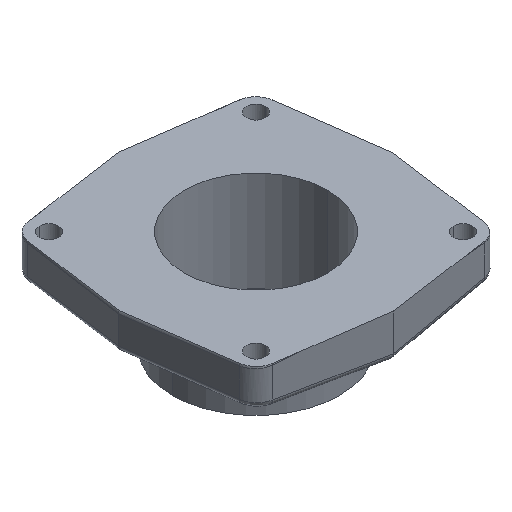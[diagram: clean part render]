
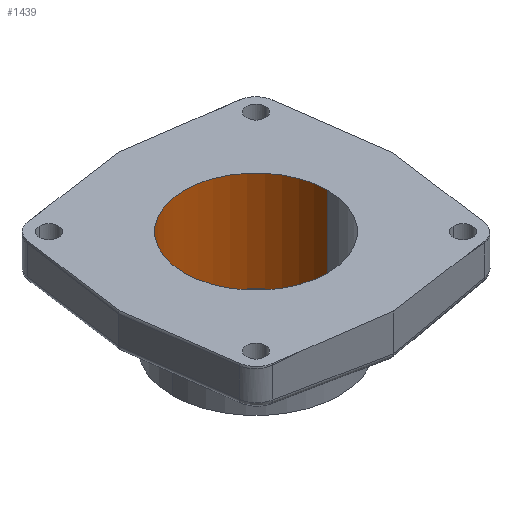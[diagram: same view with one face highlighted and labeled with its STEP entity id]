
A CAD part, isometric view. The second image highlights one B-rep face of the part: STEP entity #1439.
In plain terms, the highlighted cylindrical face has radius 38.1 mm (diameter 76.2 mm), a partial arc.
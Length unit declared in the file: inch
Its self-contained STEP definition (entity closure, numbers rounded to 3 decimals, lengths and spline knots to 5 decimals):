
#257=CARTESIAN_POINT('',(0.,0.,-2.1565));
#258=DIRECTION('',(0.,0.,-1.));
#259=DIRECTION('',(-1.,0.,0.));
#260=AXIS2_PLACEMENT_3D('',#257,#258,#259);
#267=DIRECTION('',(0.,0.,-1.));
#268=VECTOR('',#267,2.094);
#269=CARTESIAN_POINT('',(-1.5,0.,-0.0625));
#270=LINE('',#269,#268);
#271=CARTESIAN_POINT('',(0.,0.,-0.0625));
#272=DIRECTION('',(0.,0.,-1.));
#273=DIRECTION('',(-1.,0.,0.));
#274=AXIS2_PLACEMENT_3D('',#271,#272,#273);
#847=DIRECTION('',(0.,0.,-1.));
#848=VECTOR('',#847,2.094);
#849=CARTESIAN_POINT('',(1.5,0.,-0.0625));
#850=LINE('',#849,#848);
#1047=CARTESIAN_POINT('',(-1.5,0.,-0.0625));
#1048=CARTESIAN_POINT('',(1.5,0.,-0.0625));
#1049=VERTEX_POINT('',#1047);
#1050=VERTEX_POINT('',#1048);
#1051=CARTESIAN_POINT('',(-1.5,0.,-2.1565));
#1052=CARTESIAN_POINT('',(1.5,0.,-2.1565));
#1053=VERTEX_POINT('',#1051);
#1054=VERTEX_POINT('',#1052);
#1425=CARTESIAN_POINT('',(0.,0.,-0.0625));
#1426=DIRECTION('',(0.,0.,-1.));
#1427=DIRECTION('',(-1.,0.,0.));
#1428=AXIS2_PLACEMENT_3D('',#1425,#1426,#1427);
#1429=CYLINDRICAL_SURFACE('',#1428,1.5);
#1431=ORIENTED_EDGE('',*,*,#1430,.T.);
#1433=ORIENTED_EDGE('',*,*,#1432,.T.);
#1434=ORIENTED_EDGE('',*,*,#1418,.F.);
#1436=ORIENTED_EDGE('',*,*,#1435,.F.);
#1437=EDGE_LOOP('',(#1431,#1433,#1434,#1436));
#1438=FACE_OUTER_BOUND('',#1437,.F.);
#1439=ADVANCED_FACE('',(#1438),#1429,.F.);
#261=CIRCLE('',#260,1.5);
#275=CIRCLE('',#274,1.5);
#1418=EDGE_CURVE('',#1053,#1054,#261,.T.);
#1430=EDGE_CURVE('',#1049,#1050,#275,.T.);
#1432=EDGE_CURVE('',#1050,#1054,#850,.T.);
#1435=EDGE_CURVE('',#1049,#1053,#270,.T.);
